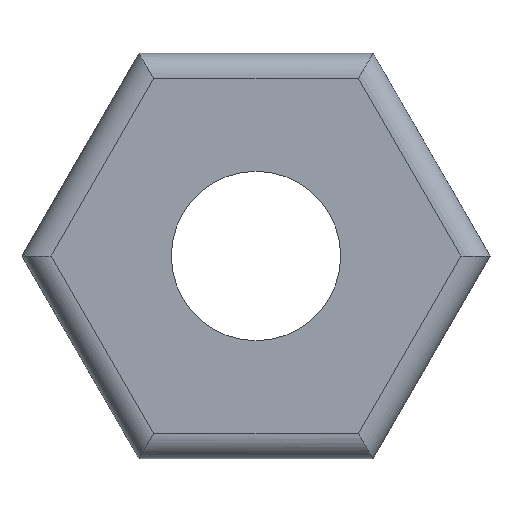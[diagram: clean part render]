
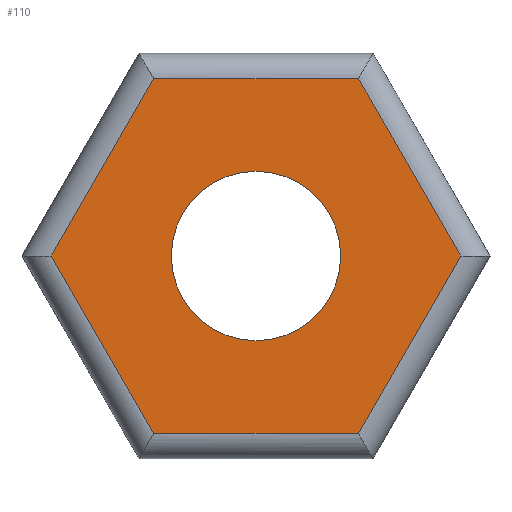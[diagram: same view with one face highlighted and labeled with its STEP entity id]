
A CAD part, front view. The second image highlights one B-rep face of the part: STEP entity #110.
In plain terms, the highlighted planar face has unit normal (0, -1, 0).
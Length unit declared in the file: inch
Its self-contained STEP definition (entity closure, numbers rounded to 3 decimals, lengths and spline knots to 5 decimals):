
#71 = EDGE_CURVE ( 'NONE', #72, #73, #241, .T. ) ;
#72 = VERTEX_POINT ( 'NONE', #237 ) ;
#73 = VERTEX_POINT ( 'NONE', #236 ) ;
#84 = VERTEX_POINT ( 'NONE', #535 ) ;
#85 = ORIENTED_EDGE ( 'NONE', *, *, #86, .T. ) ;
#86 = EDGE_CURVE ( 'NONE', #84, #87, #664, .T. ) ;
#87 = VERTEX_POINT ( 'NONE', #660 ) ;
#88 = ORIENTED_EDGE ( 'NONE', *, *, #89, .T. ) ;
#89 = EDGE_CURVE ( 'NONE', #87, #90, #659, .T. ) ;
#90 = VERTEX_POINT ( 'NONE', #655 ) ;
#91 = ORIENTED_EDGE ( 'NONE', *, *, #92, .T. ) ;
#92 = EDGE_CURVE ( 'NONE', #90, #114, #654, .T. ) ;
#93 = EDGE_LOOP ( 'NONE', ( #94, #95 ) ) ;
#94 = ORIENTED_EDGE ( 'NONE', *, *, #159, .T. ) ;
#95 = ORIENTED_EDGE ( 'NONE', *, *, #71, .T. ) ;
#110 = ADVANCED_FACE ( 'NONE', ( #542, #541 ), #539, .T. ) ;
#111 = EDGE_LOOP ( 'NONE', ( #112, #116, #119, #85, #88, #91 ) ) ;
#112 = ORIENTED_EDGE ( 'NONE', *, *, #113, .T. ) ;
#113 = EDGE_CURVE ( 'NONE', #114, #115, #523, .T. ) ;
#114 = VERTEX_POINT ( 'NONE', #519 ) ;
#115 = VERTEX_POINT ( 'NONE', #518 ) ;
#116 = ORIENTED_EDGE ( 'NONE', *, *, #117, .T. ) ;
#117 = EDGE_CURVE ( 'NONE', #115, #118, #517, .T. ) ;
#118 = VERTEX_POINT ( 'NONE', #513 ) ;
#119 = ORIENTED_EDGE ( 'NONE', *, *, #120, .T. ) ;
#120 = EDGE_CURVE ( 'NONE', #118, #84, #512, .T. ) ;
#159 = EDGE_CURVE ( 'NONE', #73, #72, #608, .T. ) ;
#236 = CARTESIAN_POINT ( 'NONE',  ( 0., 0., 0.06675 ) ) ;
#237 = CARTESIAN_POINT ( 'NONE',  ( 0., 0., -0.06675 ) ) ;
#238 = DIRECTION ( 'NONE',  ( 0., 0., 1. ) ) ;
#239 = DIRECTION ( 'NONE',  ( 0., 1., 0. ) ) ;
#240 = AXIS2_PLACEMENT_3D ( 'NONE', #247, #239, #238 ) ;
#241 = CIRCLE ( 'NONE', #240, 0.06675 ) ;
#247 = CARTESIAN_POINT ( 'NONE',  ( 0., 0., 0. ) ) ;
#509 = DIRECTION ( 'NONE',  ( -0.5, 0., -0.866 ) ) ;
#510 = VECTOR ( 'NONE', #509, 39.37008 ) ;
#511 = CARTESIAN_POINT ( 'NONE',  ( -0.16718, 0., -0.01 ) ) ;
#512 = LINE ( 'NONE', #511, #510 ) ;
#513 = CARTESIAN_POINT ( 'NONE',  ( -0.0807, 0., 0.13978 ) ) ;
#514 = DIRECTION ( 'NONE',  ( -1., 0., 0. ) ) ;
#515 = VECTOR ( 'NONE', #514, 39.37008 ) ;
#516 = CARTESIAN_POINT ( 'NONE',  ( -0.09225, 0., 0.13978 ) ) ;
#517 = LINE ( 'NONE', #516, #515 ) ;
#518 = CARTESIAN_POINT ( 'NONE',  ( 0.0807, 0., 0.13978 ) ) ;
#519 = CARTESIAN_POINT ( 'NONE',  ( 0.16141, 0., 0. ) ) ;
#520 = DIRECTION ( 'NONE',  ( -0.5, 0., 0.866 ) ) ;
#521 = VECTOR ( 'NONE', #520, 39.37008 ) ;
#522 = CARTESIAN_POINT ( 'NONE',  ( 0.07493, 0., 0.14978 ) ) ;
#523 = LINE ( 'NONE', #522, #521 ) ;
#524 = DIRECTION ( 'NONE',  ( 0., 0., -1. ) ) ;
#525 = DIRECTION ( 'NONE',  ( 0., -1., 0. ) ) ;
#526 = CARTESIAN_POINT ( 'NONE',  ( 0.09225, 0., 0.15978 ) ) ;
#535 = CARTESIAN_POINT ( 'NONE',  ( -0.16141, 0., 0. ) ) ;
#538 = AXIS2_PLACEMENT_3D ( 'NONE', #526, #525, #524 ) ;
#539 = PLANE ( 'NONE',  #538 ) ;
#541 = FACE_BOUND ( 'NONE', #93, .T. ) ;
#542 = FACE_OUTER_BOUND ( 'NONE', #111, .T. ) ;
#604 = DIRECTION ( 'NONE',  ( 0., 0., 1. ) ) ;
#605 = DIRECTION ( 'NONE',  ( 0., 1., 0. ) ) ;
#606 = CARTESIAN_POINT ( 'NONE',  ( 0., 0., 0. ) ) ;
#607 = AXIS2_PLACEMENT_3D ( 'NONE', #606, #605, #604 ) ;
#608 = CIRCLE ( 'NONE', #607, 0.06675 ) ;
#651 = DIRECTION ( 'NONE',  ( 0.5, 0., 0.866 ) ) ;
#652 = VECTOR ( 'NONE', #651, 39.37008 ) ;
#653 = CARTESIAN_POINT ( 'NONE',  ( 0.16718, 0., 0.01 ) ) ;
#654 = LINE ( 'NONE', #653, #652 ) ;
#655 = CARTESIAN_POINT ( 'NONE',  ( 0.0807, 0., -0.13978 ) ) ;
#656 = DIRECTION ( 'NONE',  ( 1., 0., 0. ) ) ;
#657 = VECTOR ( 'NONE', #656, 39.37008 ) ;
#658 = CARTESIAN_POINT ( 'NONE',  ( 0.09225, 0., -0.13978 ) ) ;
#659 = LINE ( 'NONE', #658, #657 ) ;
#660 = CARTESIAN_POINT ( 'NONE',  ( -0.0807, 0., -0.13978 ) ) ;
#661 = DIRECTION ( 'NONE',  ( 0.5, 0., -0.866 ) ) ;
#662 = VECTOR ( 'NONE', #661, 39.37008 ) ;
#663 = CARTESIAN_POINT ( 'NONE',  ( -0.07493, 0., -0.14978 ) ) ;
#664 = LINE ( 'NONE', #663, #662 ) ;
